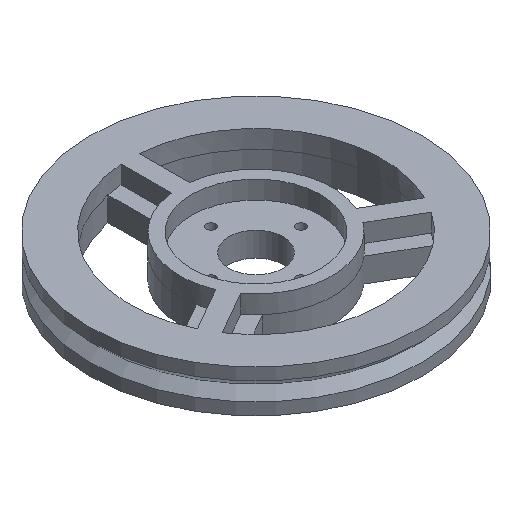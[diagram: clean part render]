
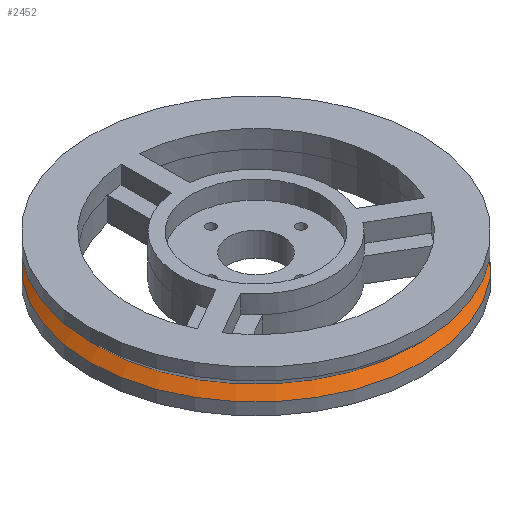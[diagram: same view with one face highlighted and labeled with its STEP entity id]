
A CAD part, isometric view. The second image highlights one B-rep face of the part: STEP entity #2452.
In plain terms, the highlighted conical face has half-angle 45 degrees and reference radius 26 mm.
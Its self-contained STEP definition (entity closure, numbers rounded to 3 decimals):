
#504 = CONICAL_SURFACE('',#505,27.5,0.785);
#505 = AXIS2_PLACEMENT_3D('',#506,#507,#508);
#506 = CARTESIAN_POINT('',(0.,0.,1.5));
#507 = DIRECTION('',(0.,0.,1.));
#508 = DIRECTION('',(1.,0.,0.));
#1571 = VERTEX_POINT('',#1572);
#1572 = CARTESIAN_POINT('',(26.,0.,0.));
#1593 = EDGE_CURVE('',#1571,#1571,#1594,.T.);
#1594 = SURFACE_CURVE('',#1595,(#1600,#1607),.PCURVE_S1.);
#1595 = CIRCLE('',#1596,26.);
#1596 = AXIS2_PLACEMENT_3D('',#1597,#1598,#1599);
#1597 = CARTESIAN_POINT('',(0.,0.,0.));
#1598 = DIRECTION('',(0.,0.,-1.));
#1599 = DIRECTION('',(1.,0.,0.));
#1600 = PCURVE('',#504,#1601);
#1601 = DEFINITIONAL_REPRESENTATION('',(#1602),#1606);
#1602 = LINE('',#1603,#1604);
#1603 = CARTESIAN_POINT('',(-0.,-1.5));
#1604 = VECTOR('',#1605,1.);
#1605 = DIRECTION('',(-1.,-0.));
#1606 = ( GEOMETRIC_REPRESENTATION_CONTEXT(2) 
PARAMETRIC_REPRESENTATION_CONTEXT() REPRESENTATION_CONTEXT('2D SPACE',''
  ) );
#1607 = PCURVE('',#1608,#1613);
#1608 = CONICAL_SURFACE('',#1609,26.,0.785);
#1609 = AXIS2_PLACEMENT_3D('',#1610,#1611,#1612);
#1610 = CARTESIAN_POINT('',(0.,0.,0.));
#1611 = DIRECTION('',(0.,0.,-1.));
#1612 = DIRECTION('',(1.,0.,0.));
#1613 = DEFINITIONAL_REPRESENTATION('',(#1614),#1618);
#1614 = LINE('',#1615,#1616);
#1615 = CARTESIAN_POINT('',(0.,0.));
#1616 = VECTOR('',#1617,1.);
#1617 = DIRECTION('',(1.,0.));
#1618 = ( GEOMETRIC_REPRESENTATION_CONTEXT(2) 
PARAMETRIC_REPRESENTATION_CONTEXT() REPRESENTATION_CONTEXT('2D SPACE',''
  ) );
#2452 = ADVANCED_FACE('',(#2453),#1608,.T.);
#2453 = FACE_BOUND('',#2454,.T.);
#2454 = EDGE_LOOP('',(#2455,#2456,#2479,#2506));
#2455 = ORIENTED_EDGE('',*,*,#1593,.T.);
#2456 = ORIENTED_EDGE('',*,*,#2457,.T.);
#2457 = EDGE_CURVE('',#1571,#2458,#2460,.T.);
#2458 = VERTEX_POINT('',#2459);
#2459 = CARTESIAN_POINT('',(27.5,0.,-1.5));
#2460 = SEAM_CURVE('',#2461,(#2465,#2472),.PCURVE_S1.);
#2461 = LINE('',#2462,#2463);
#2462 = CARTESIAN_POINT('',(26.,0.,0.));
#2463 = VECTOR('',#2464,1.);
#2464 = DIRECTION('',(0.707,0.,-0.707
    ));
#2465 = PCURVE('',#1608,#2466);
#2466 = DEFINITIONAL_REPRESENTATION('',(#2467),#2471);
#2467 = LINE('',#2468,#2469);
#2468 = CARTESIAN_POINT('',(0.,0.));
#2469 = VECTOR('',#2470,1.);
#2470 = DIRECTION('',(0.,1.));
#2471 = ( GEOMETRIC_REPRESENTATION_CONTEXT(2) 
PARAMETRIC_REPRESENTATION_CONTEXT() REPRESENTATION_CONTEXT('2D SPACE',''
  ) );
#2472 = PCURVE('',#1608,#2473);
#2473 = DEFINITIONAL_REPRESENTATION('',(#2474),#2478);
#2474 = LINE('',#2475,#2476);
#2475 = CARTESIAN_POINT('',(6.283,0.));
#2476 = VECTOR('',#2477,1.);
#2477 = DIRECTION('',(0.,1.));
#2478 = ( GEOMETRIC_REPRESENTATION_CONTEXT(2) 
PARAMETRIC_REPRESENTATION_CONTEXT() REPRESENTATION_CONTEXT('2D SPACE',''
  ) );
#2479 = ORIENTED_EDGE('',*,*,#2480,.F.);
#2480 = EDGE_CURVE('',#2458,#2458,#2481,.T.);
#2481 = SURFACE_CURVE('',#2482,(#2487,#2494),.PCURVE_S1.);
#2482 = CIRCLE('',#2483,27.5);
#2483 = AXIS2_PLACEMENT_3D('',#2484,#2485,#2486);
#2484 = CARTESIAN_POINT('',(0.,0.,-1.5));
#2485 = DIRECTION('',(0.,0.,-1.));
#2486 = DIRECTION('',(1.,0.,0.));
#2487 = PCURVE('',#1608,#2488);
#2488 = DEFINITIONAL_REPRESENTATION('',(#2489),#2493);
#2489 = LINE('',#2490,#2491);
#2490 = CARTESIAN_POINT('',(0.,1.5));
#2491 = VECTOR('',#2492,1.);
#2492 = DIRECTION('',(1.,0.));
#2493 = ( GEOMETRIC_REPRESENTATION_CONTEXT(2) 
PARAMETRIC_REPRESENTATION_CONTEXT() REPRESENTATION_CONTEXT('2D SPACE',''
  ) );
#2494 = PCURVE('',#2495,#2500);
#2495 = CYLINDRICAL_SURFACE('',#2496,27.5);
#2496 = AXIS2_PLACEMENT_3D('',#2497,#2498,#2499);
#2497 = CARTESIAN_POINT('',(0.,0.,-1.5));
#2498 = DIRECTION('',(0.,0.,-1.));
#2499 = DIRECTION('',(1.,0.,0.));
#2500 = DEFINITIONAL_REPRESENTATION('',(#2501),#2505);
#2501 = LINE('',#2502,#2503);
#2502 = CARTESIAN_POINT('',(0.,0.));
#2503 = VECTOR('',#2504,1.);
#2504 = DIRECTION('',(1.,0.));
#2505 = ( GEOMETRIC_REPRESENTATION_CONTEXT(2) 
PARAMETRIC_REPRESENTATION_CONTEXT() REPRESENTATION_CONTEXT('2D SPACE',''
  ) );
#2506 = ORIENTED_EDGE('',*,*,#2457,.F.);
